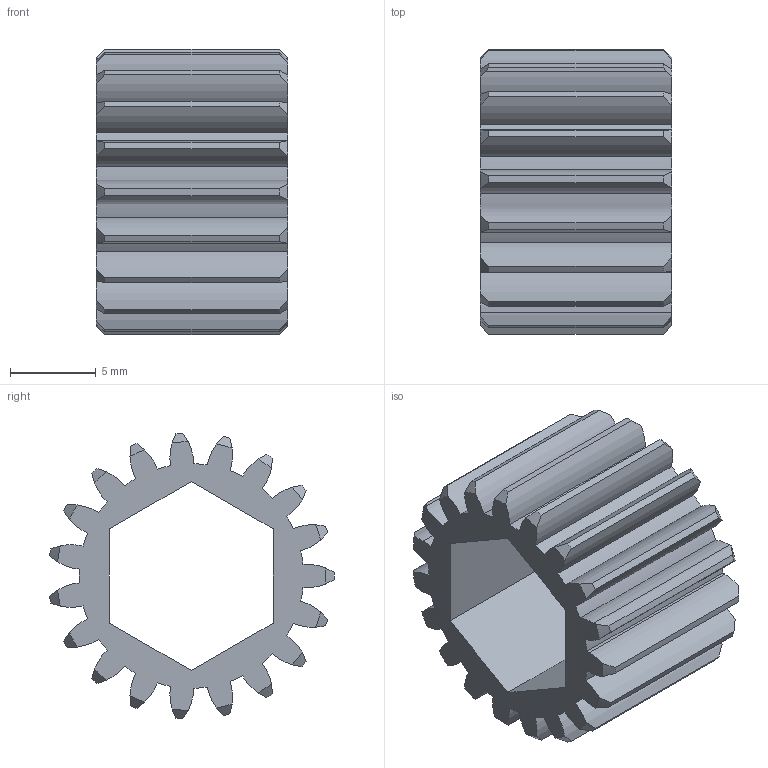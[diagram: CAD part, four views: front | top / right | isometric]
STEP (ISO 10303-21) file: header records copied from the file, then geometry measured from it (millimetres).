
FILE_DESCRIPTION (( 'STEP AP214' ), '1' );
FILE_NAME ('am-2337 19 Tooth, 32 dp, 375 Hex Bore Gear.STEP', '2014-08-21T20:58:43', ( '' ), ( '' ), 'SwSTEP 2.0', 'SolidWorks 2014', '' );
FILE_SCHEMA (( 'AUTOMOTIVE_DESIGN' ));
Length unit declared in the file: inch
Products named in the file (1): am-2337 19 Tooth, 32 dp, 375 Hex Bore Gear
Bounding box: 11.18 x 16.59 x 16.64 mm (x, y, z)
Volume: 1039 mm3; surface area: 1614 mm2
Topology: 1 solids, 1 shells, 126 faces, 372 edges, 248 vertices
Faces by surface type: cylinder 80, cone 38, plane 8
Entity records: 4928 total; most frequent: CARTESIAN_POINT 981, ORIENTED_EDGE 744, DIRECTION 744, EDGE_CURVE 372, AXIS2_PLACEMENT_3D 323, VERTEX_POINT 248, CIRCLE 196, EDGE_LOOP 128
